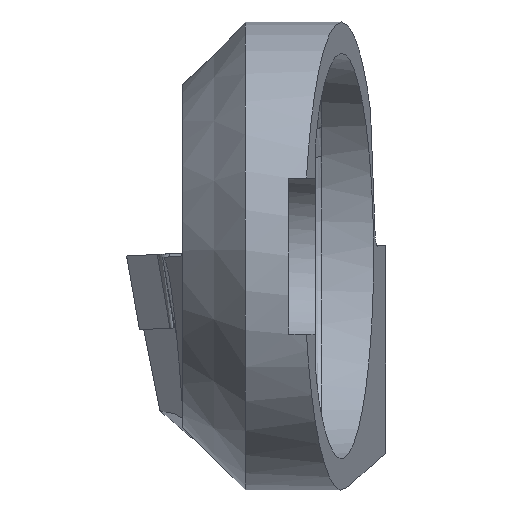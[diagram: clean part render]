
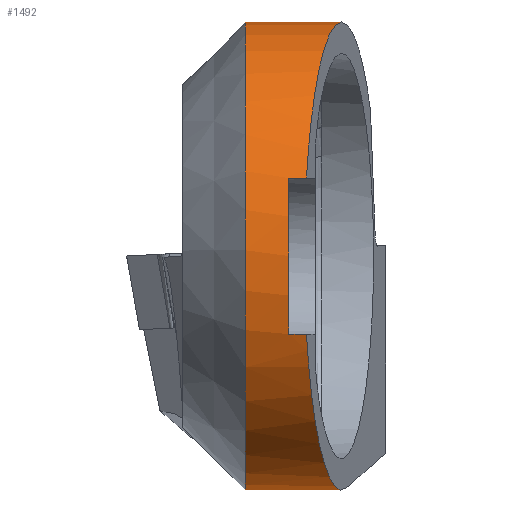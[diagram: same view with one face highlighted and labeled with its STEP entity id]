
A CAD part, front view. The second image highlights one B-rep face of the part: STEP entity #1492.
In plain terms, the highlighted cylindrical face has radius 7.5 mm (diameter 15 mm), a partial arc.
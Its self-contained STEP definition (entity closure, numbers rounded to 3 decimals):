
#9 = DIRECTION ( 'NONE',  ( 1., 0., 0. ) ) ;
#104 = EDGE_CURVE ( 'NONE', #3431, #3123, #1375, .T. ) ;
#207 = EDGE_CURVE ( 'NONE', #1434, #1022, #2898, .T. ) ;
#247 = FACE_OUTER_BOUND ( 'NONE', #2547, .T. ) ;
#271 = DIRECTION ( 'NONE',  ( 1., 0., 0. ) ) ;
#329 = VECTOR ( 'NONE', #530, 1000. ) ;
#342 = LINE ( 'NONE', #2214, #970 ) ;
#406 = ORIENTED_EDGE ( 'NONE', *, *, #104, .T. ) ;
#426 = CARTESIAN_POINT ( 'NONE',  ( -0.85, -7.071, 2.5 ) ) ;
#507 = CARTESIAN_POINT ( 'NONE',  ( 1.003, 1.044, -7.427 ) ) ;
#519 = CARTESIAN_POINT ( 'NONE',  ( -6.2, -7.071, 2.5 ) ) ;
#530 = DIRECTION ( 'NONE',  ( 1., 0., 0. ) ) ;
#534 =( BOUNDED_CURVE ( )  B_SPLINE_CURVE ( 3, ( #1023, #1923, #1129, #1365 ),
 .UNSPECIFIED., .F., .T. ) 
 B_SPLINE_CURVE_WITH_KNOTS ( ( 4, 4 ),
 ( 1.431, 2.802 ),
 .UNSPECIFIED. ) 
 CURVE ( )  GEOMETRIC_REPRESENTATION_ITEM ( )  RATIONAL_B_SPLINE_CURVE ( ( 1., 0.849, 0.849, 1. ) ) 
 REPRESENTATION_ITEM ( '' )  );
#793 = VERTEX_POINT ( 'NONE', #838 ) ;
#816 = DIRECTION ( 'NONE',  ( 1., 0., 0. ) ) ;
#838 = CARTESIAN_POINT ( 'NONE',  ( -0.282, -7.071, -2.5 ) ) ;
#905 = VERTEX_POINT ( 'NONE', #1366 ) ;
#970 = VECTOR ( 'NONE', #2234, 1000. ) ;
#1022 = VERTEX_POINT ( 'NONE', #1232 ) ;
#1023 = CARTESIAN_POINT ( 'NONE',  ( 1.003, 1.044, -7.427 ) ) ;
#1080 = CARTESIAN_POINT ( 'NONE',  ( -0.85, -7.071, -2.5 ) ) ;
#1085 = CARTESIAN_POINT ( 'NONE',  ( -0.89, 5.821, 4.73 ) ) ;
#1129 = CARTESIAN_POINT ( 'NONE',  ( -0.085, -5.829, -6.012 ) ) ;
#1199 = DIRECTION ( 'NONE',  ( -1., 0., 0. ) ) ;
#1232 = CARTESIAN_POINT ( 'NONE',  ( -2.25, 5.797, 4.759 ) ) ;
#1269 = CARTESIAN_POINT ( 'NONE',  ( 1.767, 5.868, 4.671 ) ) ;
#1271 = EDGE_CURVE ( 'NONE', #905, #1022, #2667, .T. ) ;
#1288 = CARTESIAN_POINT ( 'NONE',  ( 0.07, -4.851, 8.781 ) ) ;
#1317 = ORIENTED_EDGE ( 'NONE', *, *, #2584, .T. ) ;
#1365 = CARTESIAN_POINT ( 'NONE',  ( -0.282, -7.071, -2.5 ) ) ;
#1366 = CARTESIAN_POINT ( 'NONE',  ( -2.25, 1.044, -7.427 ) ) ;
#1375 = LINE ( 'NONE', #519, #329 ) ;
#1434 = VERTEX_POINT ( 'NONE', #2070 ) ;
#1492 = ADVANCED_FACE ( 'NONE', ( #247 ), #1948, .T. ) ;
#1562 = CARTESIAN_POINT ( 'NONE',  ( 1.11, 1.719, 9.883 ) ) ;
#1572 = ORIENTED_EDGE ( 'NONE', *, *, #2137, .T. ) ;
#1580 =( BOUNDED_CURVE ( )  B_SPLINE_CURVE ( 3, ( #2886, #1288, #1562, #1269 ),
 .UNSPECIFIED., .F., .T. ) 
 B_SPLINE_CURVE_WITH_KNOTS ( ( 4, 4 ),
 ( 3.481, 5.611 ),
 .UNSPECIFIED. ) 
 CURVE ( )  GEOMETRIC_REPRESENTATION_ITEM ( )  RATIONAL_B_SPLINE_CURVE ( ( 1., 0.656, 0.656, 1. ) ) 
 REPRESENTATION_ITEM ( '' )  );
#1774 = LINE ( 'NONE', #2444, #2582 ) ;
#1891 = EDGE_CURVE ( 'NONE', #793, #3143, #342, .T. ) ;
#1923 = CARTESIAN_POINT ( 'NONE',  ( 0.419, -2.645, -7.945 ) ) ;
#1948 = CYLINDRICAL_SURFACE ( 'NONE', #2204, 7.5 ) ;
#1974 = CARTESIAN_POINT ( 'NONE',  ( -2.25, 0., 0. ) ) ;
#2037 = ORIENTED_EDGE ( 'NONE', *, *, #207, .T. ) ;
#2057 = VERTEX_POINT ( 'NONE', #507 ) ;
#2070 = CARTESIAN_POINT ( 'NONE',  ( 1.767, 5.868, 4.671 ) ) ;
#2137 = EDGE_CURVE ( 'NONE', #2057, #793, #534, .T. ) ;
#2148 = CARTESIAN_POINT ( 'NONE',  ( 1.767, 5.868, 4.671 ) ) ;
#2204 = AXIS2_PLACEMENT_3D ( 'NONE', #2622, #9, #2954 ) ;
#2214 = CARTESIAN_POINT ( 'NONE',  ( -6.2, -7.071, -2.5 ) ) ;
#2234 = DIRECTION ( 'NONE',  ( -1., 0., 0. ) ) ;
#2347 = ORIENTED_EDGE ( 'NONE', *, *, #1891, .T. ) ;
#2444 = CARTESIAN_POINT ( 'NONE',  ( -6.2, 1.044, -7.427 ) ) ;
#2468 = ORIENTED_EDGE ( 'NONE', *, *, #1271, .F. ) ;
#2547 = EDGE_LOOP ( 'NONE', ( #3296, #2037, #2468, #1317, #1572, #2347, #2558, #406 ) ) ;
#2558 = ORIENTED_EDGE ( 'NONE', *, *, #3150, .F. ) ;
#2582 = VECTOR ( 'NONE', #816, 1000. ) ;
#2584 = EDGE_CURVE ( 'NONE', #905, #2057, #1774, .T. ) ;
#2616 = CARTESIAN_POINT ( 'NONE',  ( -0.282, -7.071, 2.5 ) ) ;
#2622 = CARTESIAN_POINT ( 'NONE',  ( -6.2, 0., 0. ) ) ;
#2667 = CIRCLE ( 'NONE', #3372, 7.5 ) ;
#2700 = AXIS2_PLACEMENT_3D ( 'NONE', #3218, #271, #3193 ) ;
#2886 = CARTESIAN_POINT ( 'NONE',  ( -0.282, -7.071, 2.5 ) ) ;
#2898 =( BOUNDED_CURVE ( )  B_SPLINE_CURVE ( 3, ( #2148, #3499, #1085, #3265 ),
 .UNSPECIFIED., .F., .T. ) 
 B_SPLINE_CURVE_WITH_KNOTS ( ( 4, 4 ),
 ( 0.439, 0.454 ),
 .UNSPECIFIED. ) 
 CURVE ( )  GEOMETRIC_REPRESENTATION_ITEM ( )  RATIONAL_B_SPLINE_CURVE ( ( 1., 1., 1., 1. ) ) 
 REPRESENTATION_ITEM ( '' )  );
#2954 = DIRECTION ( 'NONE',  ( 0., 0., -1. ) ) ;
#3123 = VERTEX_POINT ( 'NONE', #2616 ) ;
#3130 = EDGE_CURVE ( 'NONE', #3123, #1434, #1580, .T. ) ;
#3143 = VERTEX_POINT ( 'NONE', #1080 ) ;
#3150 = EDGE_CURVE ( 'NONE', #3431, #3143, #3407, .T. ) ;
#3193 = DIRECTION ( 'NONE',  ( 0., 0., -1. ) ) ;
#3218 = CARTESIAN_POINT ( 'NONE',  ( -0.85, 0., 0. ) ) ;
#3265 = CARTESIAN_POINT ( 'NONE',  ( -2.25, 5.797, 4.759 ) ) ;
#3296 = ORIENTED_EDGE ( 'NONE', *, *, #3130, .T. ) ;
#3364 = DIRECTION ( 'NONE',  ( 0., 0., 1. ) ) ;
#3372 = AXIS2_PLACEMENT_3D ( 'NONE', #1974, #1199, #3364 ) ;
#3407 = CIRCLE ( 'NONE', #2700, 7.5 ) ;
#3431 = VERTEX_POINT ( 'NONE', #426 ) ;
#3499 = CARTESIAN_POINT ( 'NONE',  ( 0.449, 5.844, 4.7 ) ) ;
